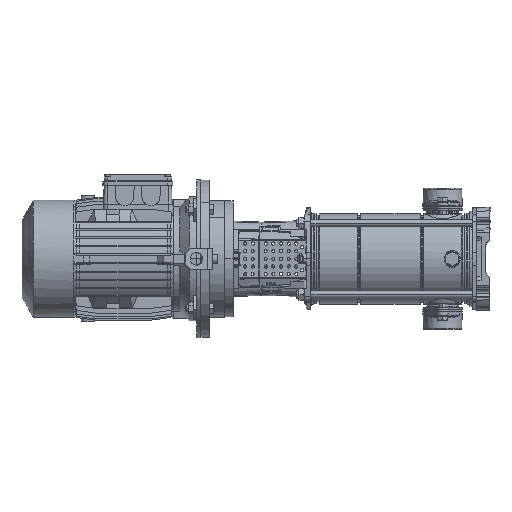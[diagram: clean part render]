
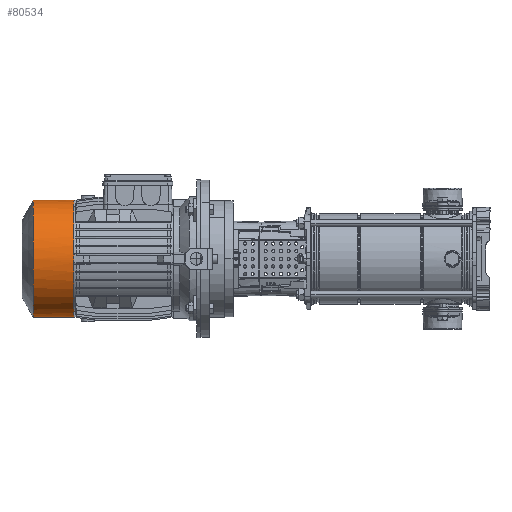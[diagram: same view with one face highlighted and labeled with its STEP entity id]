
A CAD part, left-side view. The second image highlights one B-rep face of the part: STEP entity #80534.
In plain terms, the highlighted cylindrical face has radius 111.3 mm (diameter 222.6 mm), a partial arc.
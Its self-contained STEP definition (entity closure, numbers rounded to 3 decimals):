
#816 = CARTESIAN_POINT ( 'NONE',  ( 0., 111.3, -191.8 ) ) ;
#2134 = CARTESIAN_POINT ( 'NONE',  ( 0., 111.3, -171.176 ) ) ;
#2161 = DIRECTION ( 'NONE',  ( 0., -1., 0. ) ) ;
#2179 = VERTEX_POINT ( 'NONE', #73377 ) ;
#6232 = CARTESIAN_POINT ( 'NONE',  ( 0., -111.3, -191.8 ) ) ;
#7441 = DIRECTION ( 'NONE',  ( 0., 0., 1. ) ) ;
#7854 = ORIENTED_EDGE ( 'NONE', *, *, #99974, .F. ) ;
#8592 = CARTESIAN_POINT ( 'NONE',  ( 0., -111.3, -95. ) ) ;
#8942 = EDGE_LOOP ( 'NONE', ( #40370, #91510, #13584, #91202, #7854, #25094, #88070, #38077 ) ) ;
#11517 = VERTEX_POINT ( 'NONE', #94799 ) ;
#12849 = DIRECTION ( 'NONE',  ( 0., 0., 1. ) ) ;
#13584 = ORIENTED_EDGE ( 'NONE', *, *, #57960, .T. ) ;
#14295 = CARTESIAN_POINT ( 'NONE',  ( 0., 0., -95. ) ) ;
#14492 = DIRECTION ( 'NONE',  ( 0., 0., 1. ) ) ;
#15009 = DIRECTION ( 'NONE',  ( 0., -1., 0. ) ) ;
#15808 = CARTESIAN_POINT ( 'NONE',  ( 0., 0., -191.8 ) ) ;
#16209 = CIRCLE ( 'NONE', #56375, 111.3 ) ;
#16279 = AXIS2_PLACEMENT_3D ( 'NONE', #39148, #70497, #15009 ) ;
#16991 = AXIS2_PLACEMENT_3D ( 'NONE', #53285, #14492, #78333 ) ;
#18139 = VERTEX_POINT ( 'NONE', #20872 ) ;
#18808 = VERTEX_POINT ( 'NONE', #83392 ) ;
#20872 = CARTESIAN_POINT ( 'NONE',  ( -111.044, 7.543, -95. ) ) ;
#23034 = CIRCLE ( 'NONE', #31419, 111.3 ) ;
#24367 = LINE ( 'NONE', #816, #41233 ) ;
#24704 = CYLINDRICAL_SURFACE ( 'NONE', #55574, 111.3 ) ;
#25094 = ORIENTED_EDGE ( 'NONE', *, *, #78795, .F. ) ;
#26326 = VERTEX_POINT ( 'NONE', #2134 ) ;
#27140 = CIRCLE ( 'NONE', #40590, 111.3 ) ;
#27218 = AXIS2_PLACEMENT_3D ( 'NONE', #14295, #78130, #94832 ) ;
#28193 = EDGE_CURVE ( 'NONE', #26326, #18808, #23034, .T. ) ;
#28912 = EDGE_CURVE ( 'NONE', #70637, #18139, #16209, .T. ) ;
#29025 = VERTEX_POINT ( 'NONE', #77981 ) ;
#31325 = CIRCLE ( 'NONE', #16279, 111.3 ) ;
#31419 = AXIS2_PLACEMENT_3D ( 'NONE', #59991, #12849, #44841 ) ;
#32036 = DIRECTION ( 'NONE',  ( 0., -1., 0. ) ) ;
#32732 = DIRECTION ( 'NONE',  ( 0., 0., 1. ) ) ;
#38077 = ORIENTED_EDGE ( 'NONE', *, *, #61120, .F. ) ;
#39148 = CARTESIAN_POINT ( 'NONE',  ( 0., 0., -95. ) ) ;
#40370 = ORIENTED_EDGE ( 'NONE', *, *, #86993, .F. ) ;
#40590 = AXIS2_PLACEMENT_3D ( 'NONE', #72438, #44182, #66664 ) ;
#41233 = VECTOR ( 'NONE', #32732, 1000. ) ;
#41495 = FACE_OUTER_BOUND ( 'NONE', #8942, .T. ) ;
#44182 = DIRECTION ( 'NONE',  ( 0., 0., 1. ) ) ;
#44841 = DIRECTION ( 'NONE',  ( 0., -1., 0. ) ) ;
#49191 = VECTOR ( 'NONE', #93069, 1000. ) ;
#50685 = CARTESIAN_POINT ( 'NONE',  ( -7.543, 111.044, -95. ) ) ;
#51372 = DIRECTION ( 'NONE',  ( 0., 0., 1. ) ) ;
#53285 = CARTESIAN_POINT ( 'NONE',  ( 0., 0., -95. ) ) ;
#53884 = LINE ( 'NONE', #6232, #49191 ) ;
#55574 = AXIS2_PLACEMENT_3D ( 'NONE', #15808, #7441, #32036 ) ;
#56375 = AXIS2_PLACEMENT_3D ( 'NONE', #59228, #51372, #2161 ) ;
#57145 = CIRCLE ( 'NONE', #16991, 111.3 ) ;
#57960 = EDGE_CURVE ( 'NONE', #18808, #102621, #53884, .T. ) ;
#59228 = CARTESIAN_POINT ( 'NONE',  ( 0., 0., -95. ) ) ;
#59991 = CARTESIAN_POINT ( 'NONE',  ( 0., 0., -171.176 ) ) ;
#61120 = EDGE_CURVE ( 'NONE', #11517, #70637, #31325, .T. ) ;
#62372 = CIRCLE ( 'NONE', #27218, 111.3 ) ;
#66664 = DIRECTION ( 'NONE',  ( 0., -1., 0. ) ) ;
#70497 = DIRECTION ( 'NONE',  ( 0., 0., 1. ) ) ;
#70637 = VERTEX_POINT ( 'NONE', #50685 ) ;
#72438 = CARTESIAN_POINT ( 'NONE',  ( 0., 0., -95. ) ) ;
#73377 = CARTESIAN_POINT ( 'NONE',  ( -111.044, -7.543, -95. ) ) ;
#77981 = CARTESIAN_POINT ( 'NONE',  ( -7.543, -111.044, -95. ) ) ;
#78130 = DIRECTION ( 'NONE',  ( 0., 0., 1. ) ) ;
#78333 = DIRECTION ( 'NONE',  ( 0., -1., 0. ) ) ;
#78795 = EDGE_CURVE ( 'NONE', #18139, #2179, #57145, .T. ) ;
#80534 = ADVANCED_FACE ( 'NONE', ( #41495 ), #24704, .T. ) ;
#81215 = EDGE_CURVE ( 'NONE', #29025, #102621, #27140, .T. ) ;
#83392 = CARTESIAN_POINT ( 'NONE',  ( 0., -111.3, -171.176 ) ) ;
#86993 = EDGE_CURVE ( 'NONE', #26326, #11517, #24367, .T. ) ;
#88070 = ORIENTED_EDGE ( 'NONE', *, *, #28912, .F. ) ;
#91202 = ORIENTED_EDGE ( 'NONE', *, *, #81215, .F. ) ;
#91510 = ORIENTED_EDGE ( 'NONE', *, *, #28193, .T. ) ;
#93069 = DIRECTION ( 'NONE',  ( 0., 0., 1. ) ) ;
#94799 = CARTESIAN_POINT ( 'NONE',  ( 0., 111.3, -95. ) ) ;
#94832 = DIRECTION ( 'NONE',  ( 0., -1., 0. ) ) ;
#99974 = EDGE_CURVE ( 'NONE', #2179, #29025, #62372, .T. ) ;
#102621 = VERTEX_POINT ( 'NONE', #8592 ) ;
